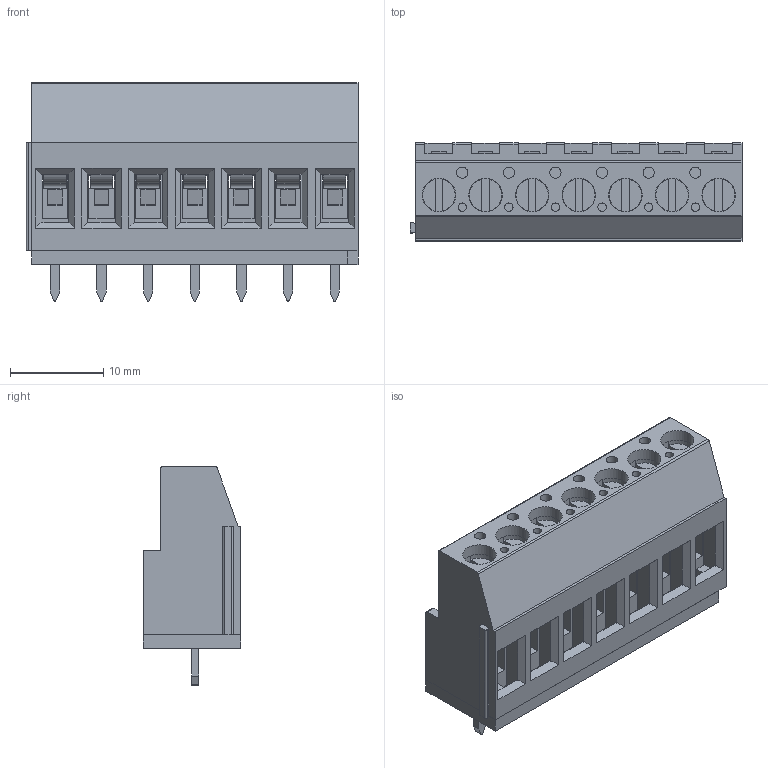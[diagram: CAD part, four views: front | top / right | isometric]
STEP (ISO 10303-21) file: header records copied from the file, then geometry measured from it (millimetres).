
FILE_DESCRIPTION(('STEP AP214'), '1');
FILE_NAME('DG129', '2019-12-15T01:19:28', ('AF'), (''), 'UNSPECIFIED', 'UNSPECIFIED', '');
FILE_SCHEMA(('AUTOMOTIVE_DESIGN { 1 0 10303 214 3 1 1}'));
Length unit declared in the file: millimetre
Assembly tree (21 placements, depth 2):
  (unnamed)
    (unnamed)  x7
    (unnamed)  x7
    (unnamed)  x7
Bounding box: 35.6 x 10.5 x 23.45 mm (x, y, z)
Volume: 4172.5 mm3; surface area: 9680.7 mm2
Topology: 23 solids, 23 shells, 1032 faces, 2522 edges, 1581 vertices
Faces by surface type: plane 830, cylinder 181, cone 14, torus 7
Full cylindrical faces by diameter (mm): 0.8 x12, 0.9 x6, 1.2 x18, 2.2 x7, 2.5 x7, 3 x7, 3.6 x7
Entity records: 21173 total; most frequent: CARTESIAN_POINT 2849, ORIENTED_EDGE 2700, DIRECTION 2674, EDGE_CURVE 1350, LINE 1156, VECTOR 1156, VERTEX_POINT 902, AXIS2_PLACEMENT_3D 759
